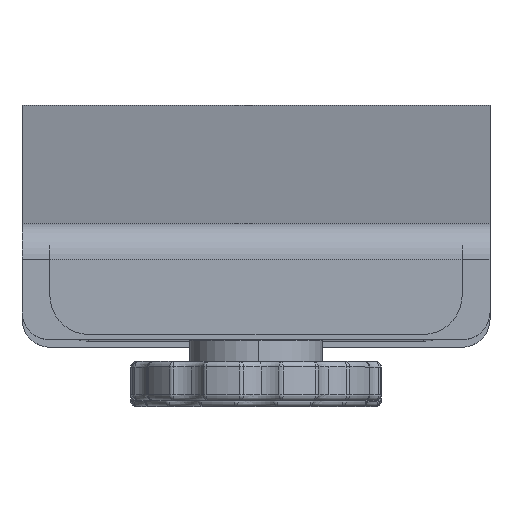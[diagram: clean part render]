
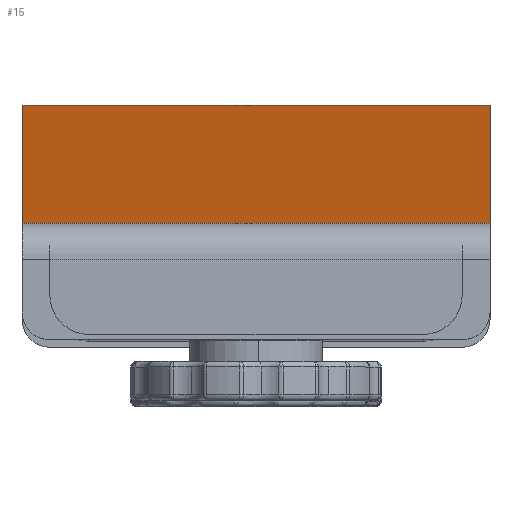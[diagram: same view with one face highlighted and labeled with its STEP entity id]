
A CAD part, top view. The second image highlights one B-rep face of the part: STEP entity #15.
In plain terms, the highlighted planar face has unit normal (0, 0.994, 0.111).
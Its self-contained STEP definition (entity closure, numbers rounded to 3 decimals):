
#15 = ADVANCED_FACE ( 'NONE', ( #6425 ), #1006, .F. ) ;
#24 = VECTOR ( 'NONE', #9508, 1000. ) ;
#77 = EDGE_CURVE ( 'NONE', #1510, #10671, #10031, .T. ) ;
#363 = CARTESIAN_POINT ( 'NONE',  ( 42., 41.46, 155.755 ) ) ;
#736 = CARTESIAN_POINT ( 'NONE',  ( -42., 19.926, 349.259 ) ) ;
#1006 = PLANE ( 'NONE',  #9250 ) ;
#1510 = VERTEX_POINT ( 'NONE', #7736 ) ;
#1860 = CARTESIAN_POINT ( 'NONE',  ( 0., 50.309, 76.238 ) ) ;
#1931 = DIRECTION ( 'NONE',  ( 0., -0.994, -0.111 ) ) ;
#2023 = ORIENTED_EDGE ( 'NONE', *, *, #9478, .T. ) ;
#2297 = CARTESIAN_POINT ( 'NONE',  ( 42., 41.485, 155.534 ) ) ;
#2612 = DIRECTION ( 'NONE',  ( 0., 0.111, -0.994 ) ) ;
#2837 = ORIENTED_EDGE ( 'NONE', *, *, #77, .T. ) ;
#3074 = CARTESIAN_POINT ( 'NONE',  ( 0., 41.46, 155.755 ) ) ;
#4680 = ORIENTED_EDGE ( 'NONE', *, *, #6918, .T. ) ;
#5798 = ORIENTED_EDGE ( 'NONE', *, *, #8415, .F. ) ;
#5940 = LINE ( 'NONE', #3074, #10315 ) ;
#6425 = FACE_OUTER_BOUND ( 'NONE', #9032, .T. ) ;
#6918 = EDGE_CURVE ( 'NONE', #9621, #1510, #8790, .T. ) ;
#7319 = DIRECTION ( 'NONE',  ( 1., 0., 0. ) ) ;
#7736 = CARTESIAN_POINT ( 'NONE',  ( -42., 19.926, 349.259 ) ) ;
#8027 = DIRECTION ( 'NONE',  ( 1., 0., 0. ) ) ;
#8317 = CARTESIAN_POINT ( 'NONE',  ( -42., 41.46, 155.755 ) ) ;
#8415 = EDGE_CURVE ( 'NONE', #9621, #9279, #5940, .T. ) ;
#8790 = LINE ( 'NONE', #10284, #24 ) ;
#9032 = EDGE_LOOP ( 'NONE', ( #2837, #2023, #5798, #4680 ) ) ;
#9250 = AXIS2_PLACEMENT_3D ( 'NONE', #1860, #1931, #2612 ) ;
#9279 = VERTEX_POINT ( 'NONE', #363 ) ;
#9478 = EDGE_CURVE ( 'NONE', #10671, #9279, #10040, .T. ) ;
#9508 = DIRECTION ( 'NONE',  ( 0., -0.111, 0.994 ) ) ;
#9621 = VERTEX_POINT ( 'NONE', #8317 ) ;
#9784 = VECTOR ( 'NONE', #10509, 1000. ) ;
#9957 = CARTESIAN_POINT ( 'NONE',  ( 42., 19.926, 349.259 ) ) ;
#10031 = LINE ( 'NONE', #736, #10281 ) ;
#10040 = LINE ( 'NONE', #2297, #9784 ) ;
#10281 = VECTOR ( 'NONE', #7319, 1000. ) ;
#10284 = CARTESIAN_POINT ( 'NONE',  ( -42., 19.53, 352.817 ) ) ;
#10315 = VECTOR ( 'NONE', #8027, 1000. ) ;
#10509 = DIRECTION ( 'NONE',  ( 0., 0.111, -0.994 ) ) ;
#10671 = VERTEX_POINT ( 'NONE', #9957 ) ;
